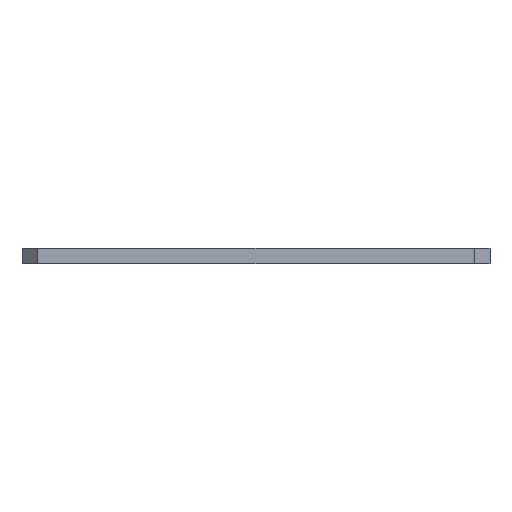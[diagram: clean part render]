
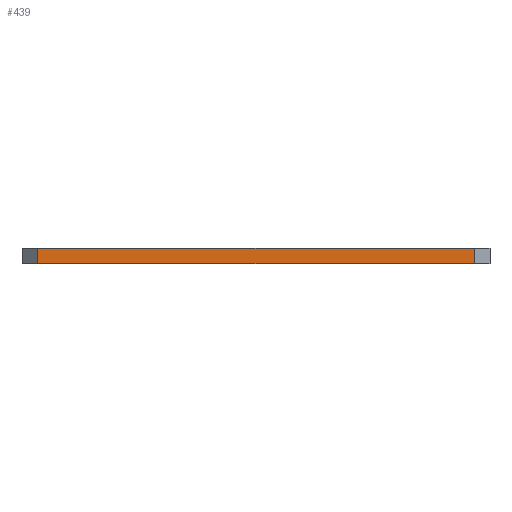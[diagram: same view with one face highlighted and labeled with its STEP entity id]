
A CAD part, front view. The second image highlights one B-rep face of the part: STEP entity #439.
In plain terms, the highlighted planar face has unit normal (0, -1, 0).
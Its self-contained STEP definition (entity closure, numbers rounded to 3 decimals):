
#10 = VECTOR ( 'NONE', #20, 1000. ) ;
#20 = DIRECTION ( 'NONE',  ( 0., 0., -1. ) ) ;
#26 = ORIENTED_EDGE ( 'NONE', *, *, #232, .T. ) ;
#77 = LINE ( 'NONE', #191, #278 ) ;
#90 = EDGE_CURVE ( 'NONE', #349, #542, #77, .T. ) ;
#142 = EDGE_CURVE ( 'NONE', #189, #405, #247, .T. ) ;
#155 = EDGE_CURVE ( 'NONE', #349, #405, #243, .T. ) ;
#161 = VECTOR ( 'NONE', #459, 1000. ) ;
#169 = DIRECTION ( 'NONE',  ( 0., 1., 0. ) ) ;
#175 = CARTESIAN_POINT ( 'NONE',  ( 28., -60., 0. ) ) ;
#183 = LINE ( 'NONE', #400, #296 ) ;
#187 = CARTESIAN_POINT ( 'NONE',  ( -30., -60., -2. ) ) ;
#189 = VERTEX_POINT ( 'NONE', #352 ) ;
#191 = CARTESIAN_POINT ( 'NONE',  ( 28., -60., -2. ) ) ;
#197 = CARTESIAN_POINT ( 'NONE',  ( -28., -60., -2. ) ) ;
#222 = AXIS2_PLACEMENT_3D ( 'NONE', #334, #169, #281 ) ;
#232 = EDGE_CURVE ( 'NONE', #542, #189, #183, .T. ) ;
#243 = LINE ( 'NONE', #187, #161 ) ;
#247 = LINE ( 'NONE', #450, #10 ) ;
#278 = VECTOR ( 'NONE', #341, 1000. ) ;
#281 = DIRECTION ( 'NONE',  ( 0., 0., 1. ) ) ;
#296 = VECTOR ( 'NONE', #354, 1000. ) ;
#334 = CARTESIAN_POINT ( 'NONE',  ( -30., -60., -2. ) ) ;
#341 = DIRECTION ( 'NONE',  ( 0., 0., 1. ) ) ;
#349 = VERTEX_POINT ( 'NONE', #418 ) ;
#352 = CARTESIAN_POINT ( 'NONE',  ( -28., -60., 0. ) ) ;
#354 = DIRECTION ( 'NONE',  ( -1., 0., 0. ) ) ;
#365 = ORIENTED_EDGE ( 'NONE', *, *, #90, .T. ) ;
#400 = CARTESIAN_POINT ( 'NONE',  ( -30., -60., 0. ) ) ;
#405 = VERTEX_POINT ( 'NONE', #197 ) ;
#418 = CARTESIAN_POINT ( 'NONE',  ( 28., -60., -2. ) ) ;
#437 = ORIENTED_EDGE ( 'NONE', *, *, #155, .F. ) ;
#439 = ADVANCED_FACE ( 'NONE', ( #596 ), #495, .F. ) ;
#450 = CARTESIAN_POINT ( 'NONE',  ( -28., -60., -2. ) ) ;
#459 = DIRECTION ( 'NONE',  ( -1., 0., 0. ) ) ;
#485 = ORIENTED_EDGE ( 'NONE', *, *, #142, .T. ) ;
#495 = PLANE ( 'NONE',  #222 ) ;
#521 = EDGE_LOOP ( 'NONE', ( #437, #365, #26, #485 ) ) ;
#542 = VERTEX_POINT ( 'NONE', #175 ) ;
#596 = FACE_OUTER_BOUND ( 'NONE', #521, .T. ) ;
